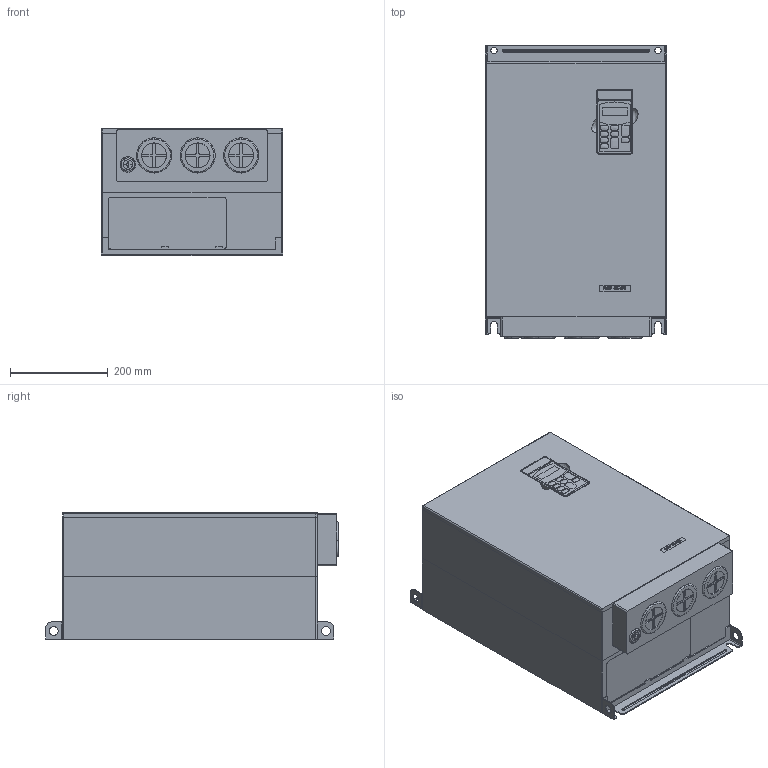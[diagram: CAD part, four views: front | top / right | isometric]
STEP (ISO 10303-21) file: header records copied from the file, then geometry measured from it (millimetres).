
FILE_DESCRIPTION (( 'STEP AP214' ), '1' );
FILE_NAME ('GS3-4050.step', '2014-07-21T20:33:55', ( '' ), ( '' ), 'SwSTEP 2.0', 'SolidWorks 2013', '' );
FILE_SCHEMA (( 'AUTOMOTIVE_DESIGN' ));
Length unit declared in the file: inch
Products named in the file (1): GS3-4050
Bounding box: 370.08 x 598.12 x 261.02 mm (x, y, z)
Volume: 50930277.8 mm3; surface area: 1178808.1 mm2
Topology: 3 solids, 7 shells, 873 faces, 2252 edges, 1456 vertices
Faces by surface type: plane 478, cylinder 189, bspline 176, torus 24, sphere 6
Entity records: 49959 total; most frequent: CARTESIAN_POINT 20224, ORIENTED_EDGE 4492, DIRECTION 3612, EDGE_CURVE 2246, VERTEX_POINT 1456, VECTOR 1440, LINE 1440, AXIS2_PLACEMENT_3D 1086
